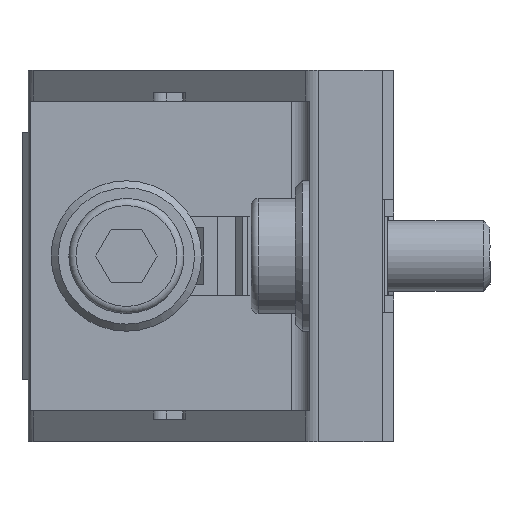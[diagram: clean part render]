
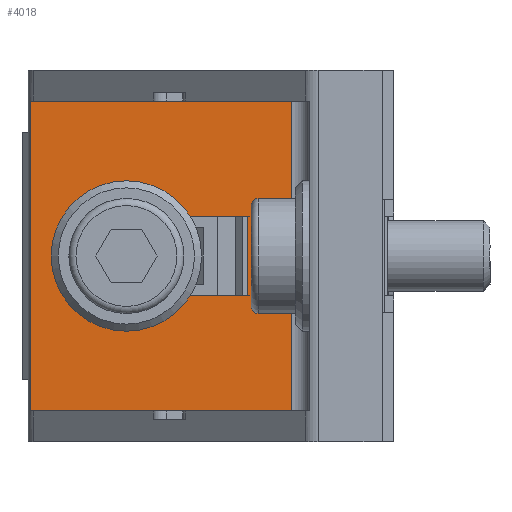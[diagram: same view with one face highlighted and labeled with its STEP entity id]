
A CAD part, left-side view. The second image highlights one B-rep face of the part: STEP entity #4018.
In plain terms, the highlighted planar face has unit normal (-1, 0, 0).
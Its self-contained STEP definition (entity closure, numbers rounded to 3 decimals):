
#138=FACE_BOUND('',#599,.T.);
#190=PLANE('',#4271);
#369=FACE_OUTER_BOUND('',#598,.T.);
#598=EDGE_LOOP('',(#2972,#2973,#2974,#2975));
#599=EDGE_LOOP('',(#2976,#2977,#2978,#2979));
#950=LINE('',#5798,#1397);
#1003=LINE('',#5908,#1450);
#1008=LINE('',#5919,#1455);
#1015=LINE('',#5931,#1462);
#1017=LINE('',#5934,#1464);
#1025=LINE('',#5956,#1472);
#1026=LINE('',#5963,#1473);
#1029=LINE('',#5972,#1476);
#1397=VECTOR('',#4634,1000.);
#1450=VECTOR('',#4721,1000.);
#1455=VECTOR('',#4728,1000.);
#1462=VECTOR('',#4739,1000.);
#1464=VECTOR('',#4743,1000.);
#1472=VECTOR('',#4761,1000.);
#1473=VECTOR('',#4770,1000.);
#1476=VECTOR('',#4779,1000.);
#1857=VERTEX_POINT('',#5796);
#1858=VERTEX_POINT('',#5797);
#1897=VERTEX_POINT('',#5905);
#1898=VERTEX_POINT('',#5907);
#1902=VERTEX_POINT('',#5916);
#1903=VERTEX_POINT('',#5918);
#1915=VERTEX_POINT('',#5955);
#1917=VERTEX_POINT('',#5961);
#2246=EDGE_CURVE('',#1857,#1858,#950,.T.);
#2303=EDGE_CURVE('',#1897,#1898,#1003,.T.);
#2308=EDGE_CURVE('',#1903,#1902,#1008,.T.);
#2315=EDGE_CURVE('',#1897,#1903,#1015,.T.);
#2317=EDGE_CURVE('',#1902,#1898,#1017,.T.);
#2328=EDGE_CURVE('',#1915,#1857,#1025,.T.);
#2332=EDGE_CURVE('',#1917,#1858,#1026,.T.);
#2337=EDGE_CURVE('',#1915,#1917,#1029,.T.);
#2972=ORIENTED_EDGE('',*,*,#2246,.T.);
#2973=ORIENTED_EDGE('',*,*,#2332,.F.);
#2974=ORIENTED_EDGE('',*,*,#2337,.F.);
#2975=ORIENTED_EDGE('',*,*,#2328,.T.);
#2976=ORIENTED_EDGE('',*,*,#2303,.F.);
#2977=ORIENTED_EDGE('',*,*,#2315,.T.);
#2978=ORIENTED_EDGE('',*,*,#2308,.T.);
#2979=ORIENTED_EDGE('',*,*,#2317,.T.);
#4018=ADVANCED_FACE('',(#369,#138),#190,.T.);
#4271=AXIS2_PLACEMENT_3D('',#5971,#4777,#4778);
#4634=DIRECTION('',(0.,0.,-1.));
#4721=DIRECTION('',(0.,1.,0.));
#4728=DIRECTION('',(0.,1.,0.));
#4739=DIRECTION('',(0.,0.,-1.));
#4743=DIRECTION('',(0.,0.,1.));
#4761=DIRECTION('',(0.,1.,0.));
#4770=DIRECTION('',(0.,1.,0.));
#4777=DIRECTION('center_axis',(-1.,0.,0.));
#4778=DIRECTION('ref_axis',(0.,0.,
1.));
#4779=DIRECTION('',(0.,0.,-1.));
#5796=CARTESIAN_POINT('',(13.,41.032,17.5));
#5797=CARTESIAN_POINT('',(13.,41.032,-17.5));
#5798=CARTESIAN_POINT('',(13.,41.032,21.));
#5905=CARTESIAN_POINT('',(13.,16.5,4.5));
#5907=CARTESIAN_POINT('',(13.,35.,4.5));
#5908=CARTESIAN_POINT('',(13.,11.5,4.5));
#5916=CARTESIAN_POINT('',(13.,35.,-4.5));
#5918=CARTESIAN_POINT('',(13.,16.5,-4.5));
#5919=CARTESIAN_POINT('',(13.,11.5,-4.5));
#5931=CARTESIAN_POINT('',(13.,16.5,17.5));
#5934=CARTESIAN_POINT('',(13.,35.,17.5));
#5955=CARTESIAN_POINT('',(13.,11.5,17.5));
#5956=CARTESIAN_POINT('',(13.,11.5,17.5));
#5961=CARTESIAN_POINT('',(13.,11.5,-17.5));
#5963=CARTESIAN_POINT('',(13.,11.5,-17.5));
#5971=CARTESIAN_POINT('Origin',(13.,11.5,17.5));
#5972=CARTESIAN_POINT('',(13.,11.5,17.5));
